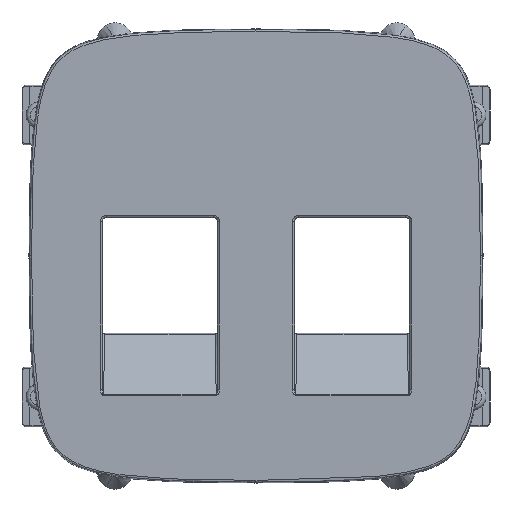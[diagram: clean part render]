
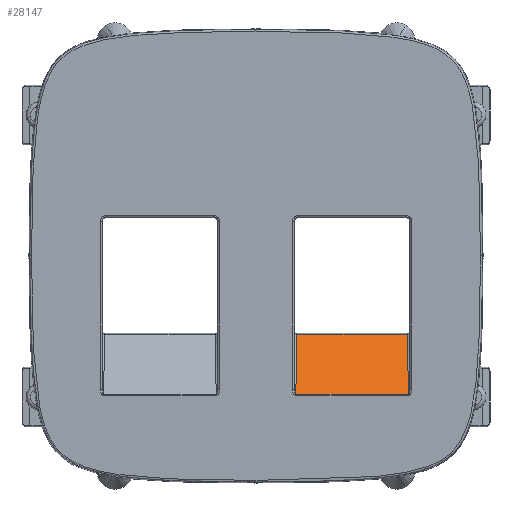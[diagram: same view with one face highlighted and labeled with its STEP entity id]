
A CAD part, top view. The second image highlights one B-rep face of the part: STEP entity #28147.
In plain terms, the highlighted planar face has unit normal (0, 0.559, 0.829).
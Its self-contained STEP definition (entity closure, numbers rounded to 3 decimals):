
#28134=AXIS2_PLACEMENT_3D('Plane Axis2P3D',#28131,#28132,#28133) ;
#19900=CARTESIAN_POINT('Vertex',(4.67,-16.214,11.266)) ;
#19952=CARTESIAN_POINT('Vertex',(17.83,-16.214,11.266)) ;
#19955=CARTESIAN_POINT('Line Origine',(0.,-16.214,11.266)) ;
#22600=CARTESIAN_POINT('Vertex',(17.747,-9.156,6.505)) ;
#22640=CARTESIAN_POINT('Line Origine',(17.786,-12.462,8.735)) ;
#22706=CARTESIAN_POINT('Vertex',(4.753,-9.156,6.505)) ;
#22730=CARTESIAN_POINT('Line Origine',(4.714,-12.462,8.735)) ;
#28131=CARTESIAN_POINT('Axis2P3D Location',(0.,-16.265,11.3)) ;
#28136=CARTESIAN_POINT('Line Origine',(11.25,-9.156,6.505)) ;
#19956=DIRECTION('Vector Direction',(-1.,0.,0.)) ;
#22641=DIRECTION('Vector Direction',(0.01,-0.829,0.559)) ;
#22731=DIRECTION('Vector Direction',(-0.01,-0.829,0.559)) ;
#28132=DIRECTION('Axis2P3D Direction',(0.,-0.559,-0.829)) ;
#28133=DIRECTION('Axis2P3D XDirection',(0.,0.829,-0.559)) ;
#28137=DIRECTION('Vector Direction',(1.,0.,0.)) ;
#19957=VECTOR('Line Direction',#19956,1.) ;
#22642=VECTOR('Line Direction',#22641,1.) ;
#22732=VECTOR('Line Direction',#22731,1.) ;
#28138=VECTOR('Line Direction',#28137,1.) ;
#28142=ORIENTED_EDGE('',*,*,#28140,.T.) ;
#28143=ORIENTED_EDGE('',*,*,#22734,.F.) ;
#28144=ORIENTED_EDGE('',*,*,#19959,.T.) ;
#28145=ORIENTED_EDGE('',*,*,#22644,.F.) ;
#28147=ADVANCED_FACE('PartBody',(#28146),#28135,.F.) ;
#19959=EDGE_CURVE('',#19901,#19953,#19958,.F.) ;
#22644=EDGE_CURVE('',#22601,#19953,#22643,.T.) ;
#22734=EDGE_CURVE('',#19901,#22707,#22733,.F.) ;
#28140=EDGE_CURVE('',#22601,#22707,#28139,.F.) ;
#28141=EDGE_LOOP('',(#28142,#28143,#28144,#28145)) ;
#28146=FACE_OUTER_BOUND('',#28141,.T.) ;
#19958=LINE('Line',#19955,#19957) ;
#22643=LINE('Line',#22640,#22642) ;
#22733=LINE('Line',#22730,#22732) ;
#28139=LINE('Line',#28136,#28138) ;
#28135=PLANE('',#28134) ;
#19901=VERTEX_POINT('',#19900) ;
#19953=VERTEX_POINT('',#19952) ;
#22601=VERTEX_POINT('',#22600) ;
#22707=VERTEX_POINT('',#22706) ;
